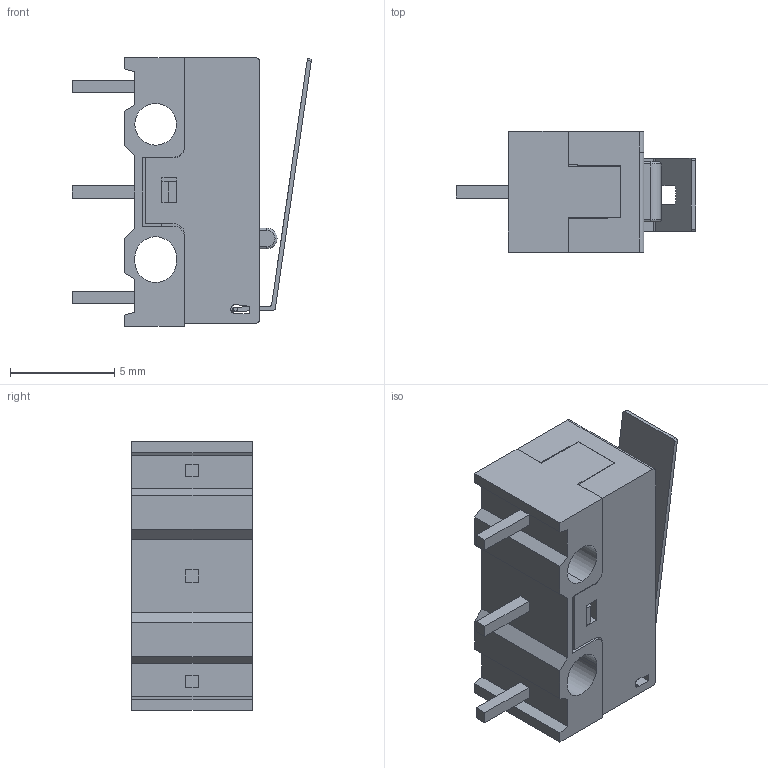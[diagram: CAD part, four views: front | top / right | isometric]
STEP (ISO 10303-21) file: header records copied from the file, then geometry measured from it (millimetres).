
FILE_DESCRIPTION (( 'STEP AP214' ), '1' );
FILE_NAME ('cong tac hanh trinh.STEP', '2015-10-28T09:33:05', ( 'CONGMANH' ), ( '' ), 'SwSTEP 2.0', 'SolidWorks 2014', '' );
FILE_SCHEMA (( 'AUTOMOTIVE_DESIGN' ));
Length unit declared in the file: millimetre
Products named in the file (5): can bap benh; nut; nap tren; de; cong tac hanh trinh
Assembly tree (4 placements, depth 2):
  cong tac hanh trinh
    de
    nap tren
    nut
    can bap benh
Bounding box: 11.49 x 5.8 x 12.9 mm (x, y, z)
Volume: 421.6 mm3; surface area: 829.6 mm2
Topology: 4 solids, 4 shells, 176 faces, 483 edges, 316 vertices
Faces by surface type: plane 130, cylinder 44, torus 2
Entity records: 5938 total; most frequent: CARTESIAN_POINT 995, ORIENTED_EDGE 966, DIRECTION 939, EDGE_CURVE 483, VECTOR 387, LINE 387, VERTEX_POINT 316, AXIS2_PLACEMENT_3D 276
